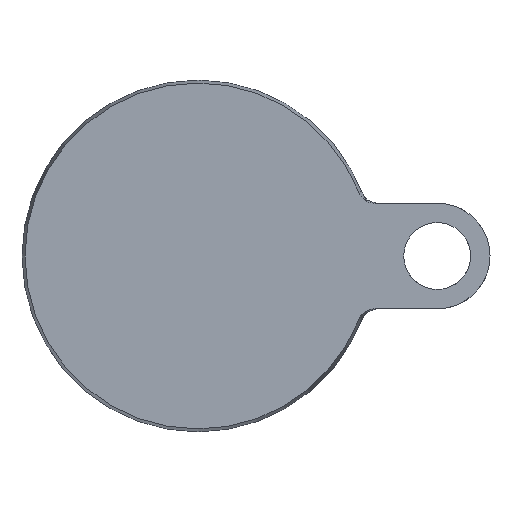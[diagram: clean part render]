
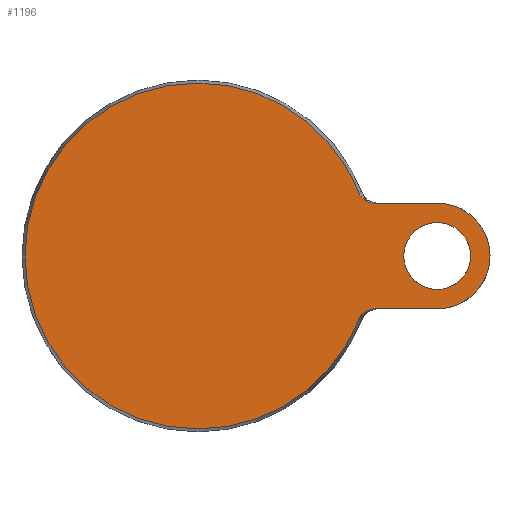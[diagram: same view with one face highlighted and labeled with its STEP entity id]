
A CAD part, front view. The second image highlights one B-rep face of the part: STEP entity #1196.
In plain terms, the highlighted planar face has unit normal (0, -1, 0).
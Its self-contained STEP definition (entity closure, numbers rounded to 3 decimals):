
#5 = CARTESIAN_POINT ( 'NONE',  ( 0., 0., -49.143 ) ) ;
#10 = CARTESIAN_POINT ( 'NONE',  ( 0., 0., 49.143 ) ) ;
#13 = CARTESIAN_POINT ( 'NONE',  ( 47.73, 0., -15.726 ) ) ;
#24 = AXIS2_PLACEMENT_3D ( 'NONE', #124, #503, #159 ) ;
#38 = VERTEX_POINT ( 'NONE', #332 ) ;
#41 = AXIS2_PLACEMENT_3D ( 'NONE', #1311, #750, #1204 ) ;
#44 = DIRECTION ( 'NONE',  ( 0., 1., 0. ) ) ;
#52 = ORIENTED_EDGE ( 'NONE', *, *, #1286, .F. ) ;
#56 = AXIS2_PLACEMENT_3D ( 'NONE', #954, #44, #499 ) ;
#61 = EDGE_CURVE ( 'NONE', #436, #411, #502, .T. ) ;
#64 = PLANE ( 'NONE',  #689 ) ;
#90 = CARTESIAN_POINT ( 'NONE',  ( 48.637, 0., -15.295 ) ) ;
#97 = CARTESIAN_POINT ( 'NONE',  ( 49.86, 0., 15. ) ) ;
#110 = ORIENTED_EDGE ( 'NONE', *, *, #61, .T. ) ;
#112 = DIRECTION ( 'NONE',  ( 0., 0., 1. ) ) ;
#123 = EDGE_CURVE ( 'NONE', #303, #38, #994, .T. ) ;
#124 = CARTESIAN_POINT ( 'NONE',  ( 68., 0., 0. ) ) ;
#148 = CARTESIAN_POINT ( 'NONE',  ( 47.738, 0., 15.721 ) ) ;
#159 = DIRECTION ( 'NONE',  ( 0., 0., 1. ) ) ;
#173 = EDGE_CURVE ( 'NONE', #587, #574, #951, .T. ) ;
#177 = VERTEX_POINT ( 'NONE', #5 ) ;
#222 = CARTESIAN_POINT ( 'NONE',  ( 0., 0., 0. ) ) ;
#229 = ORIENTED_EDGE ( 'NONE', *, *, #1096, .F. ) ;
#254 = EDGE_CURVE ( 'NONE', #558, #935, #722, .T. ) ;
#267 = CIRCLE ( 'NONE', #1162, 49.143 ) ;
#274 = CARTESIAN_POINT ( 'NONE',  ( 45.66, 0., 18.169 ) ) ;
#277 = ORIENTED_EDGE ( 'NONE', *, *, #173, .T. ) ;
#283 = CARTESIAN_POINT ( 'NONE',  ( 68., 0., 9.5 ) ) ;
#298 = CARTESIAN_POINT ( 'NONE',  ( 15., 0., 15. ) ) ;
#299 = EDGE_CURVE ( 'NONE', #574, #177, #267, .T. ) ;
#302 = CARTESIAN_POINT ( 'NONE',  ( 68., 0., -9.5 ) ) ;
#303 = VERTEX_POINT ( 'NONE', #960 ) ;
#332 = CARTESIAN_POINT ( 'NONE',  ( 50.366, 0., -15. ) ) ;
#346 = CARTESIAN_POINT ( 'NONE',  ( 46.749, 0., -16.497 ) ) ;
#355 = CARTESIAN_POINT ( 'NONE',  ( 45.66, 0., -18.169 ) ) ;
#368 = CARTESIAN_POINT ( 'NONE',  ( 50.113, 0., -15. ) ) ;
#374 = CARTESIAN_POINT ( 'NONE',  ( 46.58, 0., 16.677 ) ) ;
#403 = DIRECTION ( 'NONE',  ( 0., 0., -1. ) ) ;
#411 = VERTEX_POINT ( 'NONE', #302 ) ;
#424 = FACE_BOUND ( 'NONE', #789, .T. ) ;
#432 = CARTESIAN_POINT ( 'NONE',  ( -49.143, 0., 0. ) ) ;
#436 = VERTEX_POINT ( 'NONE', #283 ) ;
#454 = AXIS2_PLACEMENT_3D ( 'NONE', #222, #1147, #1141 ) ;
#475 = CARTESIAN_POINT ( 'NONE',  ( 68., 0., 15. ) ) ;
#485 = CARTESIAN_POINT ( 'NONE',  ( 47.952, 0., -15.6 ) ) ;
#486 = DIRECTION ( 'NONE',  ( -1., 0., 0. ) ) ;
#499 = DIRECTION ( 'NONE',  ( 0., 0., -1. ) ) ;
#502 = CIRCLE ( 'NONE', #1472, 9.5 ) ;
#503 = DIRECTION ( 'NONE',  ( 0., 1., 0. ) ) ;
#514 = CIRCLE ( 'NONE', #41, 49.143 ) ;
#524 = CARTESIAN_POINT ( 'NONE',  ( 50.366, 0., 15. ) ) ;
#558 = VERTEX_POINT ( 'NONE', #475 ) ;
#568 = CARTESIAN_POINT ( 'NONE',  ( 49.116, 0., -15.149 ) ) ;
#573 = CARTESIAN_POINT ( 'NONE',  ( 49.366, 0., 15.074 ) ) ;
#574 = VERTEX_POINT ( 'NONE', #10 ) ;
#582 = CARTESIAN_POINT ( 'NONE',  ( 47.314, 0., -16.005 ) ) ;
#583 = EDGE_CURVE ( 'NONE', #859, #587, #713, .T. ) ;
#587 = VERTEX_POINT ( 'NONE', #1387 ) ;
#589 = CARTESIAN_POINT ( 'NONE',  ( 45.848, 0., -17.699 ) ) ;
#595 = EDGE_LOOP ( 'NONE', ( #52, #745, #277, #1432, #971, #1136, #229, #933 ) ) ;
#600 = CARTESIAN_POINT ( 'NONE',  ( 47.122, 0., 16.157 ) ) ;
#623 = DIRECTION ( 'NONE',  ( 0., -1., 0. ) ) ;
#634 = FACE_OUTER_BOUND ( 'NONE', #595, .T. ) ;
#665 = EDGE_CURVE ( 'NONE', #411, #436, #1464, .T. ) ;
#689 = AXIS2_PLACEMENT_3D ( 'NONE', #432, #855, #1217 ) ;
#713 = B_SPLINE_CURVE_WITH_KNOTS ( 'NONE', 3,
 ( #1139, #97, #573, #1474, #1144, #1172, #148, #834, #600, #1059, #374, #1393, #1413, #274 ),
 .UNSPECIFIED., .F., .F.,
 ( 4, 2, 2, 2, 2, 2, 4 ),
 ( 0., 0.001, 0.002, 0.003, 0.004, 0.004, 0.006 ),
 .UNSPECIFIED. ) ;
#722 = CIRCLE ( 'NONE', #56, 15. ) ;
#723 = CARTESIAN_POINT ( 'NONE',  ( 15., 0., -15. ) ) ;
#727 = LINE ( 'NONE', #723, #1412 ) ;
#745 = ORIENTED_EDGE ( 'NONE', *, *, #583, .T. ) ;
#750 = DIRECTION ( 'NONE',  ( 0., -1., 0. ) ) ;
#765 = DIRECTION ( 'NONE',  ( 1., 0., 0. ) ) ;
#789 = EDGE_LOOP ( 'NONE', ( #927, #110 ) ) ;
#834 = CARTESIAN_POINT ( 'NONE',  ( 47.322, 0., 16. ) ) ;
#843 = VECTOR ( 'NONE', #765, 1000. ) ;
#855 = DIRECTION ( 'NONE',  ( 0., 1., 0. ) ) ;
#859 = VERTEX_POINT ( 'NONE', #524 ) ;
#927 = ORIENTED_EDGE ( 'NONE', *, *, #665, .T. ) ;
#933 = ORIENTED_EDGE ( 'NONE', *, *, #254, .F. ) ;
#935 = VERTEX_POINT ( 'NONE', #1457 ) ;
#937 = DIRECTION ( 'NONE',  ( 0., 1., 0. ) ) ;
#951 = CIRCLE ( 'NONE', #454, 49.143 ) ;
#954 = CARTESIAN_POINT ( 'NONE',  ( 68., 0., 0. ) ) ;
#960 = CARTESIAN_POINT ( 'NONE',  ( 45.66, 0., -18.169 ) ) ;
#971 = ORIENTED_EDGE ( 'NONE', *, *, #1279, .T. ) ;
#994 = B_SPLINE_CURVE_WITH_KNOTS ( 'NONE', 3,
 ( #355, #589, #1253, #1161, #346, #1042, #582, #13, #485, #1132, #90, #568, #1028, #1388, #368, #1153 ),
 .UNSPECIFIED., .F., .F.,
 ( 4, 2, 2, 2, 2, 2, 2, 4 ),
 ( 0., 0.001, 0.002, 0.003, 0.004, 0.004, 0.005, 0.006 ),
 .UNSPECIFIED. ) ;
#1028 = CARTESIAN_POINT ( 'NONE',  ( 49.363, 0., -15.093 ) ) ;
#1042 = CARTESIAN_POINT ( 'NONE',  ( 47.118, 0., -16.16 ) ) ;
#1059 = CARTESIAN_POINT ( 'NONE',  ( 46.751, 0., 16.495 ) ) ;
#1096 = EDGE_CURVE ( 'NONE', #935, #38, #727, .T. ) ;
#1132 = CARTESIAN_POINT ( 'NONE',  ( 48.405, 0., -15.385 ) ) ;
#1136 = ORIENTED_EDGE ( 'NONE', *, *, #123, .T. ) ;
#1139 = CARTESIAN_POINT ( 'NONE',  ( 50.366, 0., 15. ) ) ;
#1141 = DIRECTION ( 'NONE',  ( 0., 0., -1. ) ) ;
#1144 = CARTESIAN_POINT ( 'NONE',  ( 48.407, 0., 15.384 ) ) ;
#1147 = DIRECTION ( 'NONE',  ( 0., -1., 0. ) ) ;
#1153 = CARTESIAN_POINT ( 'NONE',  ( 50.366, 0., -15. ) ) ;
#1161 = CARTESIAN_POINT ( 'NONE',  ( 46.575, 0., -16.681 ) ) ;
#1162 = AXIS2_PLACEMENT_3D ( 'NONE', #1177, #623, #403 ) ;
#1172 = CARTESIAN_POINT ( 'NONE',  ( 47.955, 0., 15.598 ) ) ;
#1177 = CARTESIAN_POINT ( 'NONE',  ( 0., 0., 0. ) ) ;
#1196 = ADVANCED_FACE ( 'NONE', ( #634, #424 ), #64, .F. ) ;
#1204 = DIRECTION ( 'NONE',  ( 0., 0., -1. ) ) ;
#1217 = DIRECTION ( 'NONE',  ( 0., 0., 1. ) ) ;
#1253 = CARTESIAN_POINT ( 'NONE',  ( 46.1, 0., -17.269 ) ) ;
#1279 = EDGE_CURVE ( 'NONE', #177, #303, #514, .T. ) ;
#1286 = EDGE_CURVE ( 'NONE', #859, #558, #1321, .T. ) ;
#1311 = CARTESIAN_POINT ( 'NONE',  ( 0., 0., 0. ) ) ;
#1321 = LINE ( 'NONE', #298, #843 ) ;
#1387 = CARTESIAN_POINT ( 'NONE',  ( 45.66, 0., 18.169 ) ) ;
#1388 = CARTESIAN_POINT ( 'NONE',  ( 49.862, 0., -15.019 ) ) ;
#1393 = CARTESIAN_POINT ( 'NONE',  ( 46.108, 0., 17.258 ) ) ;
#1412 = VECTOR ( 'NONE', #486, 1000. ) ;
#1413 = CARTESIAN_POINT ( 'NONE',  ( 45.848, 0., 17.699 ) ) ;
#1432 = ORIENTED_EDGE ( 'NONE', *, *, #299, .T. ) ;
#1457 = CARTESIAN_POINT ( 'NONE',  ( 68., 0., -15. ) ) ;
#1464 = CIRCLE ( 'NONE', #24, 9.5 ) ;
#1470 = CARTESIAN_POINT ( 'NONE',  ( 68., 0., 0. ) ) ;
#1472 = AXIS2_PLACEMENT_3D ( 'NONE', #1470, #937, #112 ) ;
#1474 = CARTESIAN_POINT ( 'NONE',  ( 48.644, 0., 15.292 ) ) ;
